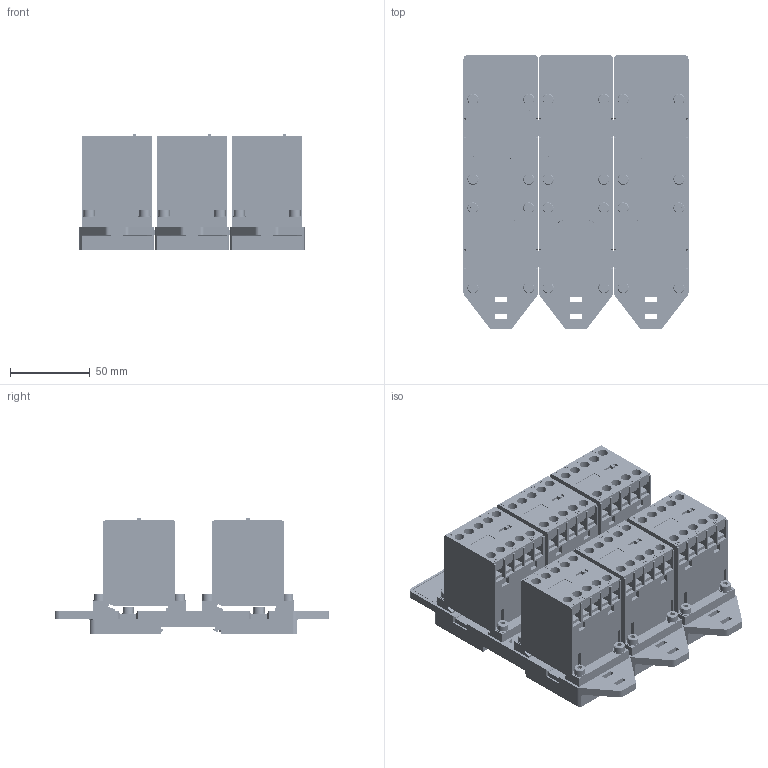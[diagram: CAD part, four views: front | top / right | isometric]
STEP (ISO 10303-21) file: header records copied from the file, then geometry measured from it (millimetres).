
FILE_DESCRIPTION((''),'2;1');
FILE_NAME('193437_ASM','2016-03-09T',('pdmadmin'),(''),'PRO/ENGINEER BY PARAMETRIC TECHNOLOGY CORPORATION, 2013230','PRO/ENGINEER BY PARAMETRIC TECHNOLOGY CORPORATION, 2013230','');
FILE_SCHEMA(('CONFIG_CONTROL_DESIGN'));
Products named in the file (12): 131839; PEM_ITB-M4; 131839_ASM; 30393; 69682---BG00-31-D-024; 40845; 123306; 134352; 131841; 131844; 77823---SC-IM9C_ASM; 193437_ASM
Assembly tree (93 placements, depth 4):
  193437_ASM
    77823---SC-IM9C_ASM
      131839_ASM  x3
        131839
        PEM_ITB-M4
      30393  x6
      69682---BG00-31-D-024  x6
      40845  x30
      123306  x30
      134352  x3
      131841  x2
      131844
Bounding box: 140.9 x 172 x 72.22 mm (x, y, z)
Volume: 825491.6 mm3; surface area: 248097.8 mm2
Topology: 111 solids, 171 shells, 8908 faces, 23991 edges, 15848 vertices
Faces by surface type: plane 6450, cylinder 2092, cone 360, torus 6
Entity records: 44712 total; most frequent: CARTESIAN_POINT 7929, DIRECTION 7573, ORIENTED_EDGE 7470, EDGE_CURVE 3757, VECTOR 3093, LINE 3093, VERTEX_POINT 2488, AXIS2_PLACEMENT_3D 2240
